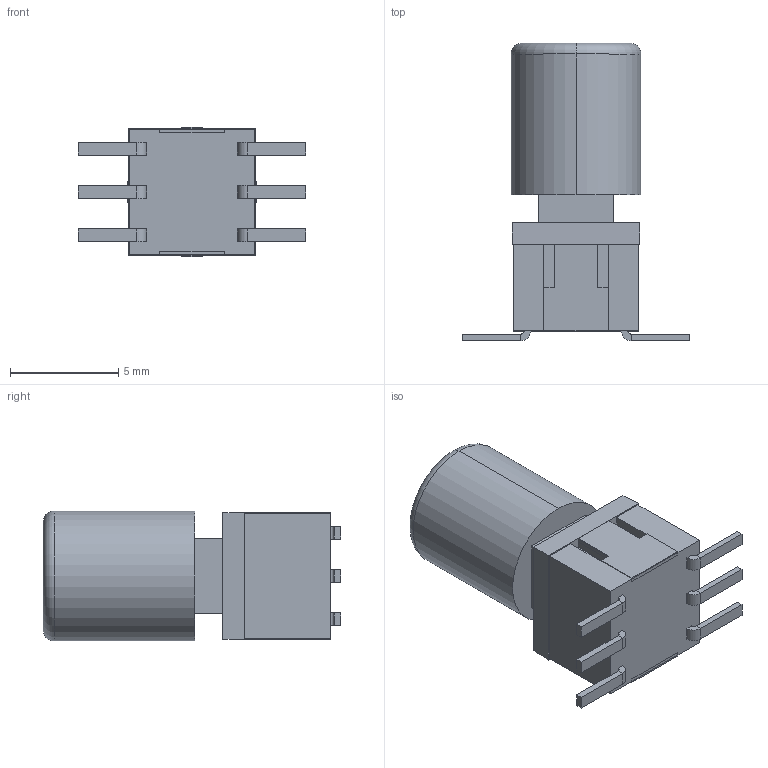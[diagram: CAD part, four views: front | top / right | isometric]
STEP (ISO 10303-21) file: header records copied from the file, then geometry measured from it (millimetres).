
FILE_DESCRIPTION (( 'STEP AP214' ), '1' );
FILE_NAME ('mini-toggle-switch.STEP', '2025-04-27T09:11:14', ( '' ), ( '' ), 'SwSTEP 2.0', 'SolidWorks 2020', '' );
FILE_SCHEMA (( 'AUTOMOTIVE_DESIGN' ));
Length unit declared in the file: millimetre
Products named in the file (1): mini-toggle-switch
Bounding box: 10.5 x 13.75 x 6 mm (x, y, z)
Volume: 387.6 mm3; surface area: 501.1 mm2
Topology: 5 solids, 5 shells, 113 faces, 262 edges, 166 vertices
Faces by surface type: plane 97, cylinder 14, torus 2
Entity records: 3991 total; most frequent: CARTESIAN_POINT 542, ORIENTED_EDGE 524, DIRECTION 522, EDGE_CURVE 262, LINE 230, VECTOR 230, VERTEX_POINT 166, AXIS2_PLACEMENT_3D 146
